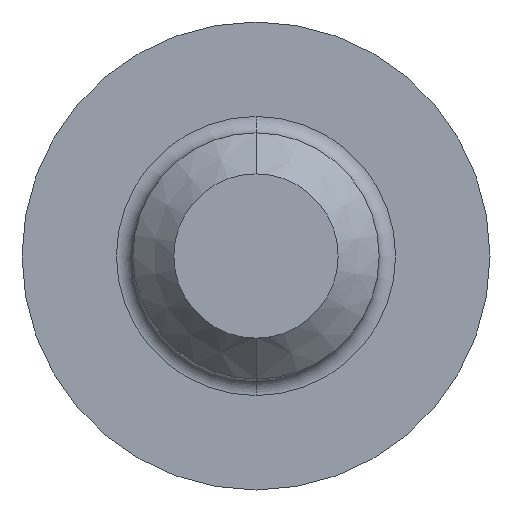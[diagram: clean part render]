
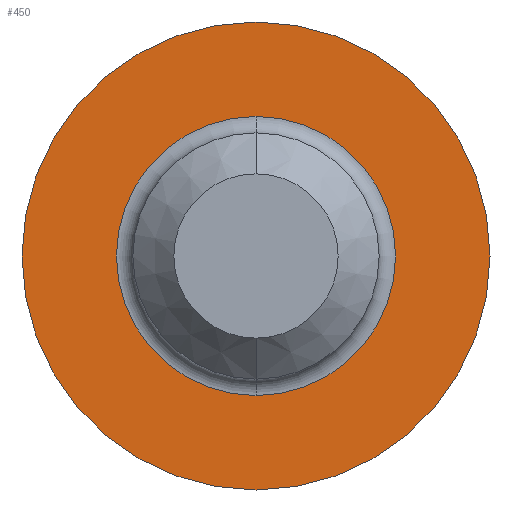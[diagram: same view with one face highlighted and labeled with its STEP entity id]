
A CAD part, front view. The second image highlights one B-rep face of the part: STEP entity #450.
In plain terms, the highlighted planar face has unit normal (0, -1, 0).
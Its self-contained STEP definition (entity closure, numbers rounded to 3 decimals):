
#15 = DIRECTION ( 'NONE',  ( 0., 0., -1. ) ) ;
#19 = FACE_BOUND ( 'NONE', #567, .T. ) ;
#34 = CARTESIAN_POINT ( 'NONE',  ( 0., 0., 0. ) ) ;
#42 = CIRCLE ( 'NONE', #124, 1.7 ) ;
#62 = DIRECTION ( 'NONE',  ( 0., -1., 0. ) ) ;
#65 = VERTEX_POINT ( 'NONE', #206 ) ;
#70 = CIRCLE ( 'NONE', #476, 2.85 ) ;
#93 = EDGE_CURVE ( 'NONE', #177, #572, #42, .T. ) ;
#108 = ORIENTED_EDGE ( 'NONE', *, *, #251, .T. ) ;
#124 = AXIS2_PLACEMENT_3D ( 'NONE', #34, #493, #125 ) ;
#125 = DIRECTION ( 'NONE',  ( 0., 0., -1. ) ) ;
#126 = PLANE ( 'NONE',  #265 ) ;
#151 = AXIS2_PLACEMENT_3D ( 'NONE', #212, #175, #15 ) ;
#152 = CIRCLE ( 'NONE', #151, 2.85 ) ;
#154 = FACE_OUTER_BOUND ( 'NONE', #424, .T. ) ;
#175 = DIRECTION ( 'NONE',  ( 0., -1., 0. ) ) ;
#177 = VERTEX_POINT ( 'NONE', #364 ) ;
#206 = CARTESIAN_POINT ( 'NONE',  ( 0., 0., -2.85 ) ) ;
#212 = CARTESIAN_POINT ( 'NONE',  ( 0., 0., 0. ) ) ;
#213 = CARTESIAN_POINT ( 'NONE',  ( 0., 0., 1.7 ) ) ;
#223 = ORIENTED_EDGE ( 'NONE', *, *, #500, .T. ) ;
#228 = DIRECTION ( 'NONE',  ( 0., 0., -1. ) ) ;
#239 = DIRECTION ( 'NONE',  ( 0., 1., 0. ) ) ;
#251 = EDGE_CURVE ( 'NONE', #625, #65, #152, .T. ) ;
#265 = AXIS2_PLACEMENT_3D ( 'NONE', #282, #456, #228 ) ;
#282 = CARTESIAN_POINT ( 'NONE',  ( 0., 0., 0. ) ) ;
#310 = CARTESIAN_POINT ( 'NONE',  ( 0., 0., 0. ) ) ;
#364 = CARTESIAN_POINT ( 'NONE',  ( 0., 0., -1.7 ) ) ;
#424 = EDGE_LOOP ( 'NONE', ( #223, #108 ) ) ;
#428 = AXIS2_PLACEMENT_3D ( 'NONE', #638, #239, #632 ) ;
#450 = ADVANCED_FACE ( 'NONE', ( #19, #154 ), #126, .T. ) ;
#456 = DIRECTION ( 'NONE',  ( 0., -1., 0. ) ) ;
#476 = AXIS2_PLACEMENT_3D ( 'NONE', #310, #62, #501 ) ;
#481 = ORIENTED_EDGE ( 'NONE', *, *, #93, .T. ) ;
#493 = DIRECTION ( 'NONE',  ( 0., 1., 0. ) ) ;
#500 = EDGE_CURVE ( 'NONE', #65, #625, #70, .T. ) ;
#501 = DIRECTION ( 'NONE',  ( 0., 0., -1. ) ) ;
#537 = ORIENTED_EDGE ( 'NONE', *, *, #570, .T. ) ;
#567 = EDGE_LOOP ( 'NONE', ( #481, #537 ) ) ;
#570 = EDGE_CURVE ( 'NONE', #572, #177, #587, .T. ) ;
#572 = VERTEX_POINT ( 'NONE', #213 ) ;
#587 = CIRCLE ( 'NONE', #428, 1.7 ) ;
#595 = CARTESIAN_POINT ( 'NONE',  ( 0., 0., 2.85 ) ) ;
#625 = VERTEX_POINT ( 'NONE', #595 ) ;
#632 = DIRECTION ( 'NONE',  ( 0., 0., -1. ) ) ;
#638 = CARTESIAN_POINT ( 'NONE',  ( 0., 0., 0. ) ) ;
